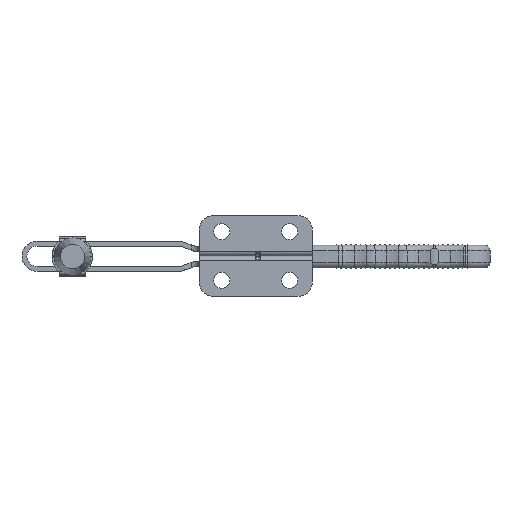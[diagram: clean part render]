
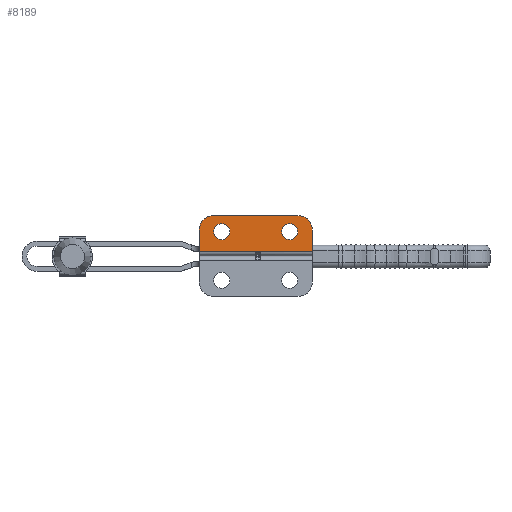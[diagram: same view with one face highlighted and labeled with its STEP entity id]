
A CAD part, front view. The second image highlights one B-rep face of the part: STEP entity #8189.
In plain terms, the highlighted planar face has unit normal (0, -1, 0).
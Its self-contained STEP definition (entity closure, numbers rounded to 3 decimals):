
#344 = EDGE_CURVE ( 'NONE', #39082, #17333, #472, .T. ) ;
#472 = CIRCLE ( 'NONE', #27023, 5. ) ;
#732 = CARTESIAN_POINT ( 'NONE',  ( 14., 0., 15. ) ) ;
#1954 = CARTESIAN_POINT ( 'NONE',  ( 56., 0., 15. ) ) ;
#2289 = DIRECTION ( 'NONE',  ( 0., 1., 0. ) ) ;
#3239 = AXIS2_PLACEMENT_3D ( 'NONE', #30371, #5310, #34619 ) ;
#4533 = ORIENTED_EDGE ( 'NONE', *, *, #37849, .F. ) ;
#5230 = VERTEX_POINT ( 'NONE', #19869 ) ;
#5271 = CARTESIAN_POINT ( 'NONE',  ( 70., 0., 3. ) ) ;
#5310 = DIRECTION ( 'NONE',  ( 0., 1., 0. ) ) ;
#6123 = DIRECTION ( 'NONE',  ( 0., 0., -1. ) ) ;
#6142 = DIRECTION ( 'NONE',  ( 0., 0., 1. ) ) ;
#6228 = EDGE_LOOP ( 'NONE', ( #47050, #24193, #35275, #19588, #49555, #4533 ) ) ;
#6395 = EDGE_LOOP ( 'NONE', ( #28380, #41163 ) ) ;
#7904 = CARTESIAN_POINT ( 'NONE',  ( 9., 0., 25. ) ) ;
#8189 = ADVANCED_FACE ( 'NONE', ( #8557, #18387, #50420 ), #52437, .F. ) ;
#8557 = FACE_OUTER_BOUND ( 'NONE', #6228, .T. ) ;
#10522 = CARTESIAN_POINT ( 'NONE',  ( 0., 0., 3. ) ) ;
#10697 = AXIS2_PLACEMENT_3D ( 'NONE', #12009, #41249, #16232 ) ;
#11208 = DIRECTION ( 'NONE',  ( 0., 1., 0. ) ) ;
#11591 = CARTESIAN_POINT ( 'NONE',  ( 56., 0., 20. ) ) ;
#11760 = CIRCLE ( 'NONE', #3239, 9. ) ;
#11869 = CIRCLE ( 'NONE', #47408, 9. ) ;
#12009 = CARTESIAN_POINT ( 'NONE',  ( 56., 0., 15. ) ) ;
#13688 = DIRECTION ( 'NONE',  ( 0., 1., 0. ) ) ;
#14103 = CARTESIAN_POINT ( 'NONE',  ( 70., 0., 16. ) ) ;
#14858 = EDGE_CURVE ( 'NONE', #34144, #32875, #21098, .T. ) ;
#14933 = CARTESIAN_POINT ( 'NONE',  ( 0., 0., 3. ) ) ;
#14969 = CIRCLE ( 'NONE', #52052, 5. ) ;
#15639 = DIRECTION ( 'NONE',  ( 1., 0., 0. ) ) ;
#15750 = EDGE_CURVE ( 'NONE', #47763, #34144, #11869, .T. ) ;
#15790 = DIRECTION ( 'NONE',  ( 0., 0., 1. ) ) ;
#16232 = DIRECTION ( 'NONE',  ( 0., 0., 1. ) ) ;
#16652 = CARTESIAN_POINT ( 'NONE',  ( 0., 0., 3. ) ) ;
#17333 = VERTEX_POINT ( 'NONE', #22644 ) ;
#17805 = AXIS2_PLACEMENT_3D ( 'NONE', #10522, #2289, #31549 ) ;
#18387 = FACE_BOUND ( 'NONE', #6395, .T. ) ;
#18484 = VECTOR ( 'NONE', #31527, 1000. ) ;
#19588 = ORIENTED_EDGE ( 'NONE', *, *, #15750, .F. ) ;
#19869 = CARTESIAN_POINT ( 'NONE',  ( 56., 0., 10. ) ) ;
#19907 = EDGE_CURVE ( 'NONE', #25455, #5230, #31883, .T. ) ;
#20252 = VERTEX_POINT ( 'NONE', #38469 ) ;
#21098 = LINE ( 'NONE', #27316, #18484 ) ;
#22644 = CARTESIAN_POINT ( 'NONE',  ( 14., 0., 20. ) ) ;
#24193 = ORIENTED_EDGE ( 'NONE', *, *, #52087, .T. ) ;
#24560 = DIRECTION ( 'NONE',  ( 0., 1., 0. ) ) ;
#24594 = CIRCLE ( 'NONE', #10697, 5. ) ;
#25455 = VERTEX_POINT ( 'NONE', #11591 ) ;
#27023 = AXIS2_PLACEMENT_3D ( 'NONE', #732, #24560, #15790 ) ;
#27271 = VERTEX_POINT ( 'NONE', #16652 ) ;
#27316 = CARTESIAN_POINT ( 'NONE',  ( 70., 0., 3. ) ) ;
#28288 = EDGE_CURVE ( 'NONE', #5230, #25455, #24594, .T. ) ;
#28380 = ORIENTED_EDGE ( 'NONE', *, *, #344, .T. ) ;
#30088 = EDGE_CURVE ( 'NONE', #20252, #27271, #52653, .T. ) ;
#30319 = VECTOR ( 'NONE', #6123, 1000. ) ;
#30371 = CARTESIAN_POINT ( 'NONE',  ( 9., 0., 16. ) ) ;
#31213 = DIRECTION ( 'NONE',  ( 0., 1., 0. ) ) ;
#31527 = DIRECTION ( 'NONE',  ( 0., 0., -1. ) ) ;
#31549 = DIRECTION ( 'NONE',  ( 0., 0., 1. ) ) ;
#31883 = CIRCLE ( 'NONE', #44095, 5. ) ;
#32875 = VERTEX_POINT ( 'NONE', #5271 ) ;
#34144 = VERTEX_POINT ( 'NONE', #14103 ) ;
#34619 = DIRECTION ( 'NONE',  ( 0., 0., 1. ) ) ;
#35192 = LINE ( 'NONE', #7904, #47593 ) ;
#35275 = ORIENTED_EDGE ( 'NONE', *, *, #14858, .F. ) ;
#35818 = ORIENTED_EDGE ( 'NONE', *, *, #19907, .T. ) ;
#36264 = CARTESIAN_POINT ( 'NONE',  ( 14., 0., 15. ) ) ;
#36571 = VECTOR ( 'NONE', #15639, 1000. ) ;
#37171 = DIRECTION ( 'NONE',  ( 1., 0., 0. ) ) ;
#37849 = EDGE_CURVE ( 'NONE', #20252, #47669, #11760, .T. ) ;
#38091 = CARTESIAN_POINT ( 'NONE',  ( 9., 0., 25. ) ) ;
#38469 = CARTESIAN_POINT ( 'NONE',  ( 0., 0., 16. ) ) ;
#38738 = CARTESIAN_POINT ( 'NONE',  ( 61., 0., 16. ) ) ;
#38825 = CARTESIAN_POINT ( 'NONE',  ( 61., 0., 25. ) ) ;
#39082 = VERTEX_POINT ( 'NONE', #42304 ) ;
#40460 = DIRECTION ( 'NONE',  ( 0., 0., 1. ) ) ;
#40665 = CARTESIAN_POINT ( 'NONE',  ( 0., 0., 3. ) ) ;
#41163 = ORIENTED_EDGE ( 'NONE', *, *, #53660, .T. ) ;
#41249 = DIRECTION ( 'NONE',  ( 0., 1., 0. ) ) ;
#42304 = CARTESIAN_POINT ( 'NONE',  ( 14., 0., 10. ) ) ;
#42922 = DIRECTION ( 'NONE',  ( 0., 0., 1. ) ) ;
#43838 = EDGE_CURVE ( 'NONE', #47669, #47763, #35192, .T. ) ;
#44095 = AXIS2_PLACEMENT_3D ( 'NONE', #1954, #31213, #6142 ) ;
#45449 = EDGE_LOOP ( 'NONE', ( #52226, #35818 ) ) ;
#47050 = ORIENTED_EDGE ( 'NONE', *, *, #30088, .T. ) ;
#47408 = AXIS2_PLACEMENT_3D ( 'NONE', #38738, #13688, #42922 ) ;
#47593 = VECTOR ( 'NONE', #37171, 1000. ) ;
#47653 = LINE ( 'NONE', #40665, #36571 ) ;
#47669 = VERTEX_POINT ( 'NONE', #38091 ) ;
#47763 = VERTEX_POINT ( 'NONE', #38825 ) ;
#49555 = ORIENTED_EDGE ( 'NONE', *, *, #43838, .F. ) ;
#50420 = FACE_BOUND ( 'NONE', #45449, .T. ) ;
#52052 = AXIS2_PLACEMENT_3D ( 'NONE', #36264, #11208, #40460 ) ;
#52087 = EDGE_CURVE ( 'NONE', #27271, #32875, #47653, .T. ) ;
#52226 = ORIENTED_EDGE ( 'NONE', *, *, #28288, .T. ) ;
#52437 = PLANE ( 'NONE',  #17805 ) ;
#52653 = LINE ( 'NONE', #14933, #30319 ) ;
#53660 = EDGE_CURVE ( 'NONE', #17333, #39082, #14969, .T. ) ;
